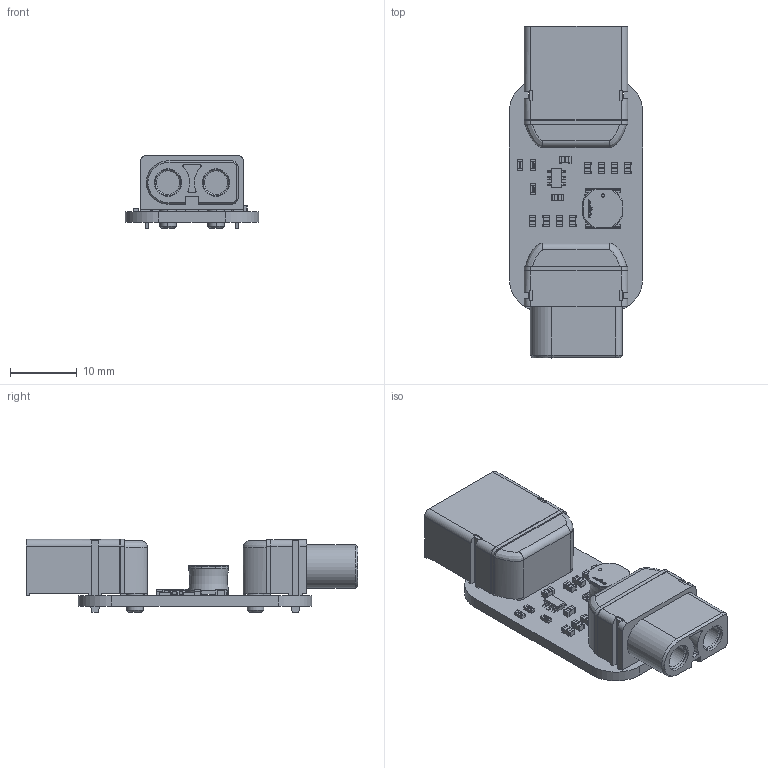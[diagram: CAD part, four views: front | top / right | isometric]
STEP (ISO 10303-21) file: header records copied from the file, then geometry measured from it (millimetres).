
FILE_DESCRIPTION(('Open CASCADE Model'),'2;1');
FILE_NAME('Open CASCADE Shape Model','2024-01-15T15:21:51',('Author'),( 'Open CASCADE'),'Open CASCADE STEP processor 7.5','Open CASCADE 7.5' ,'Unknown');
FILE_SCHEMA(('AUTOMOTIVE_DESIGN { 1 0 10303 214 1 1 1 1 }'));
Length unit declared in the file: millimetre
Products named in the file (40): PCB; Board; Open CASCADE STEP translator 7.5 1.1.1; C10; c0603c101j1gactu; Open CASCADE STEP translator 7.5 1.2.1.1; Open CASCADE STEP translator 7.5 1.2.1.2; Open CASCADE STEP translator 7.5 1.2.1.3; Open CASCADE STEP translator 7.5 1.2.1.4; C9; R2; 0603; R1; L1; Ind_Murata_1255AY-100M=P3_eec; 1; 2; 3; Coil terminal; Murata Logo 3; J2; XT60PW-F--3DModel-STEP-56544; J1; XT60PW-M--3DModel-STEP-1; C8; C7; C6; C5; U1; DDC0006A; BODY-SOT; LEAD-SOT; R3; C4; 2325269839408; Extruded; C3; C2; C1
Assembly tree (59 placements, depth 5):
  PCB
    Board
      Open CASCADE STEP translator 7.5 1.1.1
    C10
      c0603c101j1gactu
        Open CASCADE STEP translator 7.5 1.2.1.1
        Open CASCADE STEP translator 7.5 1.2.1.2
        Open CASCADE STEP translator 7.5 1.2.1.3
        Open CASCADE STEP translator 7.5 1.2.1.4
    C9
      c0603c101j1gactu
        Open CASCADE STEP translator 7.5 1.2.1.1
        Open CASCADE STEP translator 7.5 1.2.1.2
        Open CASCADE STEP translator 7.5 1.2.1.3
        Open CASCADE STEP translator 7.5 1.2.1.4
    R2
      0603
    R1
      0603
    L1
      Ind_Murata_1255AY-100M=P3_eec
        1
          1
          2
          3
        Coil terminal  x2
        Murata Logo 3
    J2
      XT60PW-F--3DModel-STEP-56544
    J1
      XT60PW-M--3DModel-STEP-1
    C8
      c0603c101j1gactu
        Open CASCADE STEP translator 7.5 1.2.1.1
        Open CASCADE STEP translator 7.5 1.2.1.2
        Open CASCADE STEP translator 7.5 1.2.1.3
        Open CASCADE STEP translator 7.5 1.2.1.4
    C7
      c0603c101j1gactu
        Open CASCADE STEP translator 7.5 1.2.1.1
        Open CASCADE STEP translator 7.5 1.2.1.2
        Open CASCADE STEP translator 7.5 1.2.1.3
        Open CASCADE STEP translator 7.5 1.2.1.4
    C6
      c0603c101j1gactu
        Open CASCADE STEP translator 7.5 1.2.1.1
        Open CASCADE STEP translator 7.5 1.2.1.2
        Open CASCADE STEP translator 7.5 1.2.1.3
        Open CASCADE STEP translator 7.5 1.2.1.4
    C5
      c0603c101j1gactu
        Open CASCADE STEP translator 7.5 1.2.1.1
        Open CASCADE STEP translator 7.5 1.2.1.2
        Open CASCADE STEP translator 7.5 1.2.1.3
        Open CASCADE STEP translator 7.5 1.2.1.4
    U1
      DDC0006A
        BODY-SOT
        LEAD-SOT  x6
    R3
Bounding box: 20 x 49.75 x 10.96 mm (x, y, z)
Volume: 4332 mm3; surface area: 6245.2 mm2
Topology: 87 solids, 87 shells, 2329 faces, 5839 edges, 3551 vertices
Faces by surface type: plane 1358, cylinder 613, sphere 164, bspline 159, torus 19, cone 16
Full cylindrical faces by diameter (mm): 0.2 x6, 0.499 x1, 2.7 x4
Entity records: 33355 total; most frequent: CARTESIAN_POINT 9525, ORIENTED_EDGE 4566, DIRECTION 4356, EDGE_CURVE 2283, LINE 1576, VECTOR 1576, VERTEX_POINT 1483, AXIS2_PLACEMENT_3D 1390
